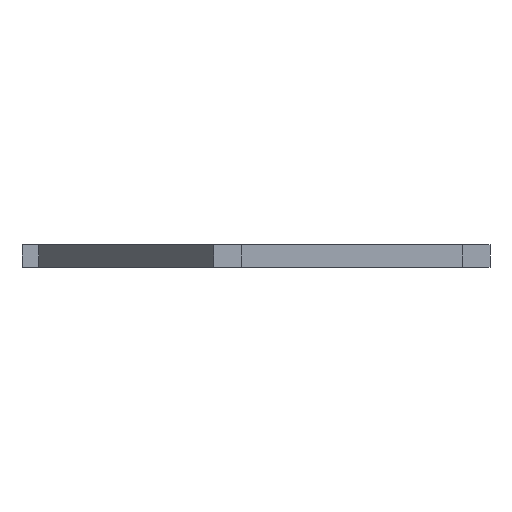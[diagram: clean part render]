
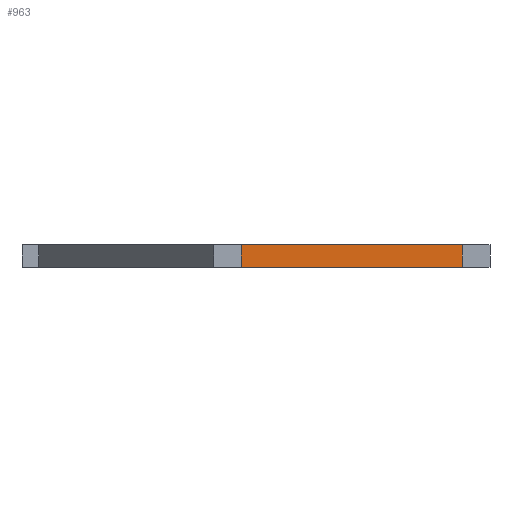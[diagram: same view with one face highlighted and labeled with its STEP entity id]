
A CAD part, left-side view. The second image highlights one B-rep face of the part: STEP entity #963.
In plain terms, the highlighted planar face has unit normal (-1, 0, 0).
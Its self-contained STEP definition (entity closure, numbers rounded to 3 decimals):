
#21=LINE('',#1366,#141);
#22=LINE('',#1369,#142);
#23=LINE('',#1371,#143);
#24=LINE('',#1372,#144);
#141=VECTOR('',#1122,2.);
#142=VECTOR('',#1125,20.);
#143=VECTOR('',#1126,20.);
#144=VECTOR('',#1127,2.);
#257=PLANE('',#1028);
#327=FACE_OUTER_BOUND('',#383,.T.);
#383=EDGE_LOOP('',(#701,#702,#703,#704));
#469=VERTEX_POINT('',#1362);
#470=VERTEX_POINT('',#1364);
#471=VERTEX_POINT('',#1368);
#472=VERTEX_POINT('',#1370);
#565=EDGE_CURVE('',#469,#470,#21,.T.);
#566=EDGE_CURVE('',#471,#469,#22,.T.);
#567=EDGE_CURVE('',#472,#470,#23,.T.);
#568=EDGE_CURVE('',#471,#472,#24,.T.);
#701=ORIENTED_EDGE('',*,*,#566,.T.);
#702=ORIENTED_EDGE('',*,*,#565,.T.);
#703=ORIENTED_EDGE('',*,*,#567,.F.);
#704=ORIENTED_EDGE('',*,*,#568,.F.);
#963=ADVANCED_FACE('',(#327),#257,.T.);
#1028=AXIS2_PLACEMENT_3D('',#1367,#1123,#1124);
#1122=DIRECTION('',(0.,0.,1.));
#1123=DIRECTION('center_axis',(-1.,0.,0.));
#1124=DIRECTION('ref_axis',(0.,-1.,0.));
#1125=DIRECTION('',(0.,-1.,0.));
#1126=DIRECTION('',(0.,-1.,0.));
#1127=DIRECTION('',(0.,0.,1.));
#1362=CARTESIAN_POINT('',(-3.605,-11.58,0.));
#1364=CARTESIAN_POINT('',(-3.605,-11.58,2.));
#1366=CARTESIAN_POINT('',(-3.605,-11.58,0.));
#1367=CARTESIAN_POINT('Origin',(-3.605,8.42,0.));
#1368=CARTESIAN_POINT('',(-3.605,8.42,0.));
#1369=CARTESIAN_POINT('',(-3.605,8.42,0.));
#1370=CARTESIAN_POINT('',(-3.605,8.42,2.));
#1371=CARTESIAN_POINT('',(-3.605,8.42,2.));
#1372=CARTESIAN_POINT('',(-3.605,8.42,0.));
